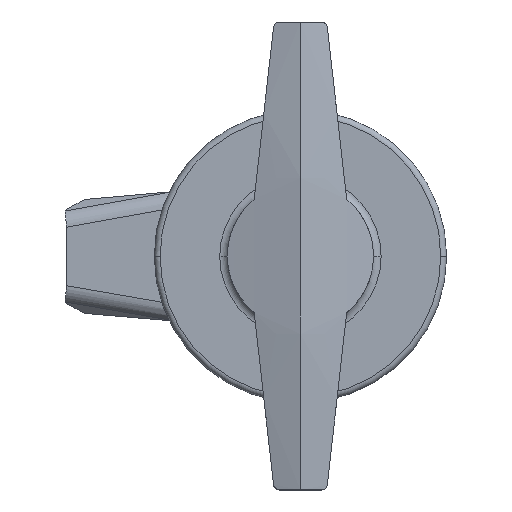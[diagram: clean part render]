
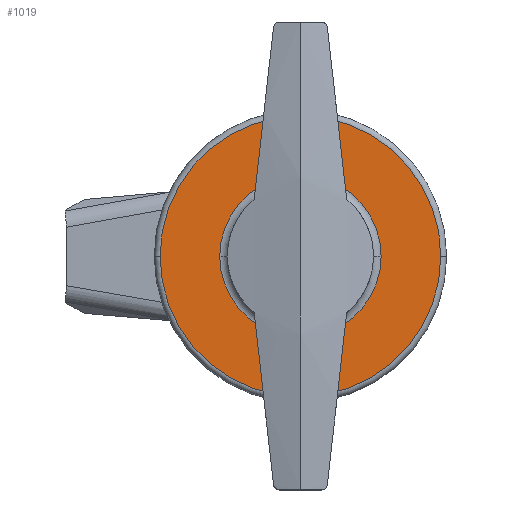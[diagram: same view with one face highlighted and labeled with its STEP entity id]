
A CAD part, top view. The second image highlights one B-rep face of the part: STEP entity #1019.
In plain terms, the highlighted planar face has unit normal (0, 0, 1).
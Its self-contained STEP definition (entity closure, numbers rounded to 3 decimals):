
#856 = EDGE_CURVE ( 'NONE', #1001, #947, #2743, .T. ) ;
#930 = VERTEX_POINT ( 'NONE', #2857 ) ;
#932 = EDGE_CURVE ( 'NONE', #933, #930, #2856, .T. ) ;
#933 = VERTEX_POINT ( 'NONE', #2915 ) ;
#947 = VERTEX_POINT ( 'NONE', #2947 ) ;
#1000 = EDGE_CURVE ( 'NONE', #947, #1001, #3040, .T. ) ;
#1001 = VERTEX_POINT ( 'NONE', #3035 ) ;
#1018 = EDGE_CURVE ( 'NONE', #930, #933, #3076, .T. ) ;
#1019 = ADVANCED_FACE ( 'NONE', ( #3072, #3071 ), #3070, .F. ) ;
#1020 = EDGE_LOOP ( 'NONE', ( #1021, #1075 ) ) ;
#1021 = ORIENTED_EDGE ( 'NONE', *, *, #856, .F. ) ;
#1075 = ORIENTED_EDGE ( 'NONE', *, *, #1000, .F. ) ;
#1076 = EDGE_LOOP ( 'NONE', ( #1077, #1078 ) ) ;
#1077 = ORIENTED_EDGE ( 'NONE', *, *, #932, .T. ) ;
#1078 = ORIENTED_EDGE ( 'NONE', *, *, #1018, .T. ) ;
#2739 = DIRECTION ( 'NONE',  ( 1., 0., 0. ) ) ;
#2740 = DIRECTION ( 'NONE',  ( 0., 0., 1. ) ) ;
#2741 = CARTESIAN_POINT ( 'NONE',  ( 0., 0., 4. ) ) ;
#2742 = AXIS2_PLACEMENT_3D ( 'NONE', #2741, #2740, #2739 ) ;
#2743 = CIRCLE ( 'NONE', #2742, 13.8 ) ;
#2856 = CIRCLE ( 'NONE', #2919, 24. ) ;
#2857 = CARTESIAN_POINT ( 'NONE',  ( -24., 0., 4. ) ) ;
#2915 = CARTESIAN_POINT ( 'NONE',  ( 24., 0., 4. ) ) ;
#2916 = DIRECTION ( 'NONE',  ( 1., 0., 0. ) ) ;
#2917 = DIRECTION ( 'NONE',  ( 0., 0., 1. ) ) ;
#2918 = CARTESIAN_POINT ( 'NONE',  ( 0., 0., 4. ) ) ;
#2919 = AXIS2_PLACEMENT_3D ( 'NONE', #2918, #2917, #2916 ) ;
#2947 = CARTESIAN_POINT ( 'NONE',  ( -13.8, 0., 4. ) ) ;
#3035 = CARTESIAN_POINT ( 'NONE',  ( 13.8, 0., 4. ) ) ;
#3036 = DIRECTION ( 'NONE',  ( 1., 0., 0. ) ) ;
#3037 = DIRECTION ( 'NONE',  ( 0., 0., 1. ) ) ;
#3038 = CARTESIAN_POINT ( 'NONE',  ( 0., 0., 4. ) ) ;
#3039 = AXIS2_PLACEMENT_3D ( 'NONE', #3038, #3037, #3036 ) ;
#3040 = CIRCLE ( 'NONE', #3039, 13.8 ) ;
#3066 = DIRECTION ( 'NONE',  ( -1., 0., 0. ) ) ;
#3067 = DIRECTION ( 'NONE',  ( 0., 0., -1. ) ) ;
#3068 = CARTESIAN_POINT ( 'NONE',  ( 0., 24., 4. ) ) ;
#3069 = AXIS2_PLACEMENT_3D ( 'NONE', #3068, #3067, #3066 ) ;
#3070 = PLANE ( 'NONE',  #3069 ) ;
#3071 = FACE_OUTER_BOUND ( 'NONE', #1076, .T. ) ;
#3072 = FACE_BOUND ( 'NONE', #1020, .T. ) ;
#3073 = DIRECTION ( 'NONE',  ( 1., 0., 0. ) ) ;
#3074 = DIRECTION ( 'NONE',  ( 0., 0., 1. ) ) ;
#3075 = AXIS2_PLACEMENT_3D ( 'NONE', #3080, #3074, #3073 ) ;
#3076 = CIRCLE ( 'NONE', #3075, 24. ) ;
#3080 = CARTESIAN_POINT ( 'NONE',  ( 0., 0., 4. ) ) ;
